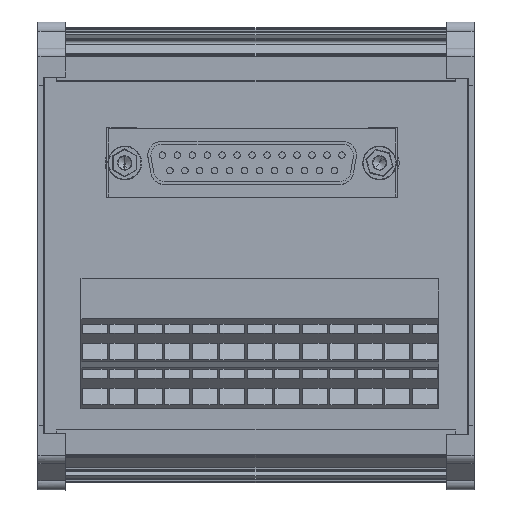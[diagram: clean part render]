
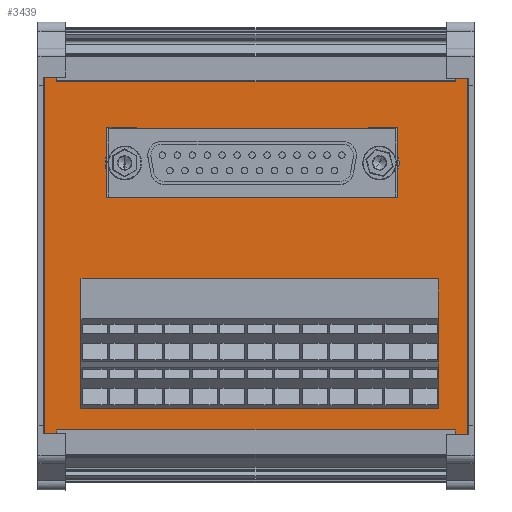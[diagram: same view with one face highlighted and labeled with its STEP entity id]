
A CAD part, top view. The second image highlights one B-rep face of the part: STEP entity #3439.
In plain terms, the highlighted planar face has unit normal (0, 0, 1).
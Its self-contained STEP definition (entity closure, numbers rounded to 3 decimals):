
#3245=AXIS2_PLACEMENT_3D('Plane Axis2P3D',#3242,#3243,#3244) ;
#1678=CARTESIAN_POINT('Vertex',(79.25,10.2,37.052)) ;
#1681=CARTESIAN_POINT('Line Origine',(78.125,10.2,37.052)) ;
#1685=CARTESIAN_POINT('Vertex',(77.,10.2,37.052)) ;
#1810=CARTESIAN_POINT('Line Origine',(78.125,76.,37.052)) ;
#1814=CARTESIAN_POINT('Vertex',(77.,76.,37.052)) ;
#1816=CARTESIAN_POINT('Vertex',(79.25,76.,37.052)) ;
#3242=CARTESIAN_POINT('Axis2P3D Location',(1.25,9.4,37.052)) ;
#3247=CARTESIAN_POINT('Line Origine',(40.25,9.4,37.052)) ;
#3251=CARTESIAN_POINT('Vertex',(3.5,9.4,37.052)) ;
#3253=CARTESIAN_POINT('Vertex',(77.,9.4,37.052)) ;
#3256=CARTESIAN_POINT('Line Origine',(77.,9.8,37.052)) ;
#3261=CARTESIAN_POINT('Line Origine',(79.25,43.1,37.052)) ;
#3266=CARTESIAN_POINT('Line Origine',(77.,76.6,37.052)) ;
#3270=CARTESIAN_POINT('Vertex',(77.,77.2,37.052)) ;
#3273=CARTESIAN_POINT('Line Origine',(40.25,77.2,37.052)) ;
#3277=CARTESIAN_POINT('Vertex',(3.5,77.2,37.052)) ;
#3280=CARTESIAN_POINT('Line Origine',(3.5,76.7,37.052)) ;
#3284=CARTESIAN_POINT('Vertex',(3.5,76.2,37.052)) ;
#3287=CARTESIAN_POINT('Line Origine',(2.375,76.2,37.052)) ;
#3291=CARTESIAN_POINT('Vertex',(1.25,76.2,37.052)) ;
#3294=CARTESIAN_POINT('Line Origine',(1.25,43.3,37.052)) ;
#3298=CARTESIAN_POINT('Vertex',(1.25,10.4,37.052)) ;
#3301=CARTESIAN_POINT('Line Origine',(2.375,10.4,37.052)) ;
#3305=CARTESIAN_POINT('Vertex',(3.5,10.4,37.052)) ;
#3308=CARTESIAN_POINT('Line Origine',(3.5,9.9,37.052)) ;
#3327=CARTESIAN_POINT('Line Origine',(12.735,56.407,37.052)) ;
#3331=CARTESIAN_POINT('Vertex',(12.735,58.905,37.052)) ;
#3333=CARTESIAN_POINT('Vertex',(12.735,53.91,37.052)) ;
#3337=CARTESIAN_POINT('Control Point',(12.735,58.905,37.052)) ;
#3338=CARTESIAN_POINT('Control Point',(12.576,59.217,37.052)) ;
#3339=CARTESIAN_POINT('Control Point',(12.459,59.551,37.052)) ;
#3340=CARTESIAN_POINT('Control Point',(12.389,59.899,37.052)) ;
#3341=CARTESIAN_POINT('Control Point',(12.352,60.508,37.052)) ;
#3342=CARTESIAN_POINT('Control Point',(12.458,61.106,37.052)) ;
#3343=CARTESIAN_POINT('Control Point',(12.527,61.352,37.052)) ;
#3344=CARTESIAN_POINT('Control Point',(12.62,61.589,37.052)) ;
#3345=CARTESIAN_POINT('Control Point',(12.735,61.815,37.052)) ;
#3346=CARTESIAN_POINT('Vertex',(12.735,61.815,37.052)) ;
#3349=CARTESIAN_POINT('Line Origine',(12.735,64.313,37.052)) ;
#3353=CARTESIAN_POINT('Vertex',(12.735,66.81,37.052)) ;
#3356=CARTESIAN_POINT('Line Origine',(39.535,66.81,37.052)) ;
#3360=CARTESIAN_POINT('Vertex',(66.335,66.81,37.052)) ;
#3363=CARTESIAN_POINT('Line Origine',(66.335,64.313,37.052)) ;
#3367=CARTESIAN_POINT('Vertex',(66.335,61.815,37.052)) ;
#3371=CARTESIAN_POINT('Control Point',(66.335,61.815,37.052)) ;
#3372=CARTESIAN_POINT('Control Point',(66.494,61.503,37.052)) ;
#3373=CARTESIAN_POINT('Control Point',(66.611,61.169,37.052)) ;
#3374=CARTESIAN_POINT('Control Point',(66.681,60.821,37.052)) ;
#3375=CARTESIAN_POINT('Control Point',(66.718,60.212,37.052)) ;
#3376=CARTESIAN_POINT('Control Point',(66.612,59.614,37.052)) ;
#3377=CARTESIAN_POINT('Control Point',(66.543,59.368,37.052)) ;
#3378=CARTESIAN_POINT('Control Point',(66.45,59.131,37.052)) ;
#3379=CARTESIAN_POINT('Control Point',(66.335,58.905,37.052)) ;
#3380=CARTESIAN_POINT('Vertex',(66.335,58.905,37.052)) ;
#3383=CARTESIAN_POINT('Line Origine',(66.335,56.407,37.052)) ;
#3387=CARTESIAN_POINT('Vertex',(66.335,53.91,37.052)) ;
#3390=CARTESIAN_POINT('Line Origine',(39.535,53.91,37.052)) ;
#3405=CARTESIAN_POINT('Line Origine',(40.96,16.42,37.052)) ;
#3409=CARTESIAN_POINT('Vertex',(73.98,16.42,37.052)) ;
#3411=CARTESIAN_POINT('Vertex',(7.94,16.42,37.052)) ;
#3414=CARTESIAN_POINT('Line Origine',(7.94,27.72,37.052)) ;
#3418=CARTESIAN_POINT('Vertex',(7.94,39.02,37.052)) ;
#3421=CARTESIAN_POINT('Line Origine',(40.96,39.02,37.052)) ;
#3425=CARTESIAN_POINT('Vertex',(73.98,39.02,37.052)) ;
#3428=CARTESIAN_POINT('Line Origine',(73.98,27.72,37.052)) ;
#1682=DIRECTION('Vector Direction',(1.,0.,0.)) ;
#1811=DIRECTION('Vector Direction',(1.,0.,0.)) ;
#3243=DIRECTION('Axis2P3D Direction',(0.,0.,1.)) ;
#3244=DIRECTION('Axis2P3D XDirection',(0.,-1.,0.)) ;
#3248=DIRECTION('Vector Direction',(1.,0.,0.)) ;
#3257=DIRECTION('Vector Direction',(0.,-1.,0.)) ;
#3262=DIRECTION('Vector Direction',(0.,1.,0.)) ;
#3267=DIRECTION('Vector Direction',(0.,1.,0.)) ;
#3274=DIRECTION('Vector Direction',(-1.,0.,0.)) ;
#3281=DIRECTION('Vector Direction',(0.,1.,0.)) ;
#3288=DIRECTION('Vector Direction',(1.,0.,0.)) ;
#3295=DIRECTION('Vector Direction',(0.,-1.,0.)) ;
#3302=DIRECTION('Vector Direction',(-1.,0.,0.)) ;
#3309=DIRECTION('Vector Direction',(0.,1.,0.)) ;
#3328=DIRECTION('Vector Direction',(0.,-1.,0.)) ;
#3350=DIRECTION('Vector Direction',(0.,-1.,0.)) ;
#3357=DIRECTION('Vector Direction',(-1.,0.,0.)) ;
#3364=DIRECTION('Vector Direction',(0.,1.,0.)) ;
#3384=DIRECTION('Vector Direction',(0.,1.,0.)) ;
#3391=DIRECTION('Vector Direction',(1.,0.,0.)) ;
#3406=DIRECTION('Vector Direction',(-1.,0.,0.)) ;
#3415=DIRECTION('Vector Direction',(0.,-1.,0.)) ;
#3422=DIRECTION('Vector Direction',(-1.,0.,0.)) ;
#3429=DIRECTION('Vector Direction',(0.,-1.,0.)) ;
#1683=VECTOR('Line Direction',#1682,1.) ;
#1812=VECTOR('Line Direction',#1811,1.) ;
#3249=VECTOR('Line Direction',#3248,1.) ;
#3258=VECTOR('Line Direction',#3257,1.) ;
#3263=VECTOR('Line Direction',#3262,1.) ;
#3268=VECTOR('Line Direction',#3267,1.) ;
#3275=VECTOR('Line Direction',#3274,1.) ;
#3282=VECTOR('Line Direction',#3281,1.) ;
#3289=VECTOR('Line Direction',#3288,1.) ;
#3296=VECTOR('Line Direction',#3295,1.) ;
#3303=VECTOR('Line Direction',#3302,1.) ;
#3310=VECTOR('Line Direction',#3309,1.) ;
#3329=VECTOR('Line Direction',#3328,1.) ;
#3351=VECTOR('Line Direction',#3350,1.) ;
#3358=VECTOR('Line Direction',#3357,1.) ;
#3365=VECTOR('Line Direction',#3364,1.) ;
#3385=VECTOR('Line Direction',#3384,1.) ;
#3392=VECTOR('Line Direction',#3391,1.) ;
#3407=VECTOR('Line Direction',#3406,1.) ;
#3416=VECTOR('Line Direction',#3415,1.) ;
#3423=VECTOR('Line Direction',#3422,1.) ;
#3430=VECTOR('Line Direction',#3429,1.) ;
#3314=ORIENTED_EDGE('',*,*,#3255,.T.) ;
#3315=ORIENTED_EDGE('',*,*,#3260,.F.) ;
#3316=ORIENTED_EDGE('',*,*,#1687,.T.) ;
#3317=ORIENTED_EDGE('',*,*,#3265,.T.) ;
#3318=ORIENTED_EDGE('',*,*,#1818,.F.) ;
#3319=ORIENTED_EDGE('',*,*,#3272,.T.) ;
#3320=ORIENTED_EDGE('',*,*,#3279,.T.) ;
#3321=ORIENTED_EDGE('',*,*,#3286,.F.) ;
#3322=ORIENTED_EDGE('',*,*,#3293,.F.) ;
#3323=ORIENTED_EDGE('',*,*,#3300,.T.) ;
#3324=ORIENTED_EDGE('',*,*,#3307,.F.) ;
#3325=ORIENTED_EDGE('',*,*,#3312,.F.) ;
#3396=ORIENTED_EDGE('',*,*,#3335,.F.) ;
#3397=ORIENTED_EDGE('',*,*,#3348,.T.) ;
#3398=ORIENTED_EDGE('',*,*,#3355,.F.) ;
#3399=ORIENTED_EDGE('',*,*,#3362,.F.) ;
#3400=ORIENTED_EDGE('',*,*,#3369,.F.) ;
#3401=ORIENTED_EDGE('',*,*,#3382,.T.) ;
#3402=ORIENTED_EDGE('',*,*,#3389,.F.) ;
#3403=ORIENTED_EDGE('',*,*,#3394,.F.) ;
#3434=ORIENTED_EDGE('',*,*,#3413,.T.) ;
#3435=ORIENTED_EDGE('',*,*,#3420,.F.) ;
#3436=ORIENTED_EDGE('',*,*,#3427,.F.) ;
#3437=ORIENTED_EDGE('',*,*,#3432,.T.) ;
#3404=FACE_BOUND('',#3395,.T.) ;
#3438=FACE_BOUND('',#3433,.T.) ;
#3439=ADVANCED_FACE('NONE',(#3326,#3404,#3438),#3246,.T.) ;
#3336=B_SPLINE_CURVE_WITH_KNOTS('',5,(#3337,#3338,#3339,#3340,#3341,#3342,#3343,#3344,#3345),.UNSPECIFIED.,.F.,.U.,(6,3,6),(0.,2.479,4.273),.UNSPECIFIED.) ;
#3370=B_SPLINE_CURVE_WITH_KNOTS('',5,(#3371,#3372,#3373,#3374,#3375,#3376,#3377,#3378,#3379),.UNSPECIFIED.,.F.,.U.,(6,3,6),(0.,2.479,4.273),.UNSPECIFIED.) ;
#1687=EDGE_CURVE('',#1686,#1679,#1684,.T.) ;
#1818=EDGE_CURVE('',#1815,#1817,#1813,.T.) ;
#3255=EDGE_CURVE('',#3252,#3254,#3250,.T.) ;
#3260=EDGE_CURVE('',#1686,#3254,#3259,.T.) ;
#3265=EDGE_CURVE('',#1679,#1817,#3264,.T.) ;
#3272=EDGE_CURVE('',#1815,#3271,#3269,.T.) ;
#3279=EDGE_CURVE('',#3271,#3278,#3276,.T.) ;
#3286=EDGE_CURVE('',#3285,#3278,#3283,.T.) ;
#3293=EDGE_CURVE('',#3292,#3285,#3290,.T.) ;
#3300=EDGE_CURVE('',#3292,#3299,#3297,.T.) ;
#3307=EDGE_CURVE('',#3306,#3299,#3304,.T.) ;
#3312=EDGE_CURVE('',#3252,#3306,#3311,.T.) ;
#3335=EDGE_CURVE('',#3332,#3334,#3330,.T.) ;
#3348=EDGE_CURVE('',#3332,#3347,#3336,.T.) ;
#3355=EDGE_CURVE('',#3354,#3347,#3352,.T.) ;
#3362=EDGE_CURVE('',#3361,#3354,#3359,.T.) ;
#3369=EDGE_CURVE('',#3368,#3361,#3366,.T.) ;
#3382=EDGE_CURVE('',#3368,#3381,#3370,.T.) ;
#3389=EDGE_CURVE('',#3388,#3381,#3386,.T.) ;
#3394=EDGE_CURVE('',#3334,#3388,#3393,.T.) ;
#3413=EDGE_CURVE('',#3410,#3412,#3408,.T.) ;
#3420=EDGE_CURVE('',#3419,#3412,#3417,.T.) ;
#3427=EDGE_CURVE('',#3426,#3419,#3424,.T.) ;
#3432=EDGE_CURVE('',#3426,#3410,#3431,.T.) ;
#3313=EDGE_LOOP('',(#3314,#3315,#3316,#3317,#3318,#3319,#3320,#3321,#3322,#3323,#3324,#3325)) ;
#3395=EDGE_LOOP('',(#3396,#3397,#3398,#3399,#3400,#3401,#3402,#3403)) ;
#3433=EDGE_LOOP('',(#3434,#3435,#3436,#3437)) ;
#3326=FACE_OUTER_BOUND('',#3313,.T.) ;
#1684=LINE('Line',#1681,#1683) ;
#1813=LINE('Line',#1810,#1812) ;
#3250=LINE('Line',#3247,#3249) ;
#3259=LINE('Line',#3256,#3258) ;
#3264=LINE('Line',#3261,#3263) ;
#3269=LINE('Line',#3266,#3268) ;
#3276=LINE('Line',#3273,#3275) ;
#3283=LINE('Line',#3280,#3282) ;
#3290=LINE('Line',#3287,#3289) ;
#3297=LINE('Line',#3294,#3296) ;
#3304=LINE('Line',#3301,#3303) ;
#3311=LINE('Line',#3308,#3310) ;
#3330=LINE('Line',#3327,#3329) ;
#3352=LINE('Line',#3349,#3351) ;
#3359=LINE('Line',#3356,#3358) ;
#3366=LINE('Line',#3363,#3365) ;
#3386=LINE('Line',#3383,#3385) ;
#3393=LINE('Line',#3390,#3392) ;
#3408=LINE('Line',#3405,#3407) ;
#3417=LINE('Line',#3414,#3416) ;
#3424=LINE('Line',#3421,#3423) ;
#3431=LINE('Line',#3428,#3430) ;
#3246=PLANE('',#3245) ;
#1679=VERTEX_POINT('',#1678) ;
#1686=VERTEX_POINT('',#1685) ;
#1815=VERTEX_POINT('',#1814) ;
#1817=VERTEX_POINT('',#1816) ;
#3252=VERTEX_POINT('',#3251) ;
#3254=VERTEX_POINT('',#3253) ;
#3271=VERTEX_POINT('',#3270) ;
#3278=VERTEX_POINT('',#3277) ;
#3285=VERTEX_POINT('',#3284) ;
#3292=VERTEX_POINT('',#3291) ;
#3299=VERTEX_POINT('',#3298) ;
#3306=VERTEX_POINT('',#3305) ;
#3332=VERTEX_POINT('',#3331) ;
#3334=VERTEX_POINT('',#3333) ;
#3347=VERTEX_POINT('',#3346) ;
#3354=VERTEX_POINT('',#3353) ;
#3361=VERTEX_POINT('',#3360) ;
#3368=VERTEX_POINT('',#3367) ;
#3381=VERTEX_POINT('',#3380) ;
#3388=VERTEX_POINT('',#3387) ;
#3410=VERTEX_POINT('',#3409) ;
#3412=VERTEX_POINT('',#3411) ;
#3419=VERTEX_POINT('',#3418) ;
#3426=VERTEX_POINT('',#3425) ;
